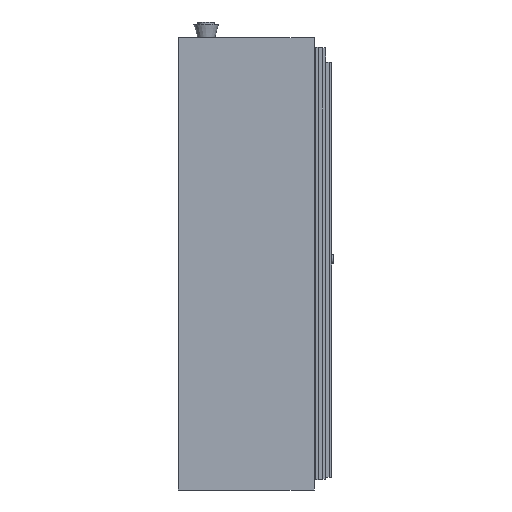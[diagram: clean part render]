
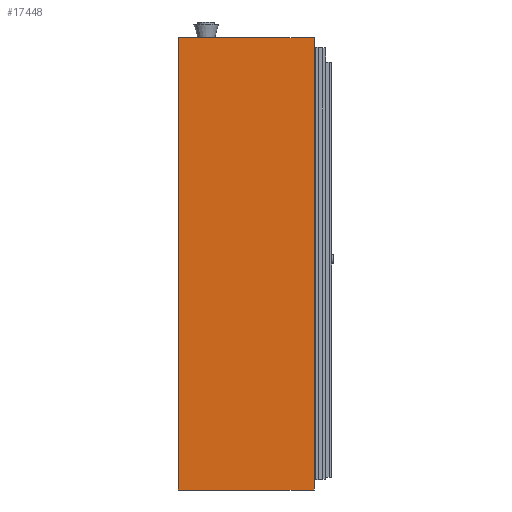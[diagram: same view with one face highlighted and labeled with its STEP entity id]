
A CAD part, left-side view. The second image highlights one B-rep face of the part: STEP entity #17448.
In plain terms, the highlighted planar face has unit normal (-1, 0, 0).
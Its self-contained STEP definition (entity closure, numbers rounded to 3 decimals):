
#822=FACE_OUTER_BOUND('',#1805,.T.);
#1805=EDGE_LOOP('',(#11259,#11260,#11261,#11262));
#2993=LINE('',#23760,#5018);
#2996=LINE('',#23766,#5021);
#2997=LINE('',#23768,#5022);
#2998=LINE('',#23769,#5023);
#5018=VECTOR('',#19823,10.);
#5021=VECTOR('',#19828,10.);
#5022=VECTOR('',#19829,10.);
#5023=VECTOR('',#19830,10.);
#6977=VERTEX_POINT('',#23757);
#6978=VERTEX_POINT('',#23759);
#6980=VERTEX_POINT('',#23765);
#6981=VERTEX_POINT('',#23767);
#8635=EDGE_CURVE('',#6977,#6978,#2993,.T.);
#8638=EDGE_CURVE('',#6980,#6977,#2996,.T.);
#8639=EDGE_CURVE('',#6981,#6980,#2997,.T.);
#8640=EDGE_CURVE('',#6978,#6981,#2998,.T.);
#11259=ORIENTED_EDGE('',*,*,#8638,.F.);
#11260=ORIENTED_EDGE('',*,*,#8639,.F.);
#11261=ORIENTED_EDGE('',*,*,#8640,.F.);
#11262=ORIENTED_EDGE('',*,*,#8635,.F.);
#15728=PLANE('',#18547);
#17448=ADVANCED_FACE('',(#822),#15728,.T.);
#18547=AXIS2_PLACEMENT_3D('',#23764,#19826,#19827);
#19823=DIRECTION('',(0.,0.,1.));
#19826=DIRECTION('center_axis',(-1.,0.,0.));
#19827=DIRECTION('ref_axis',(0.,0.,-1.));
#19828=DIRECTION('',(0.,1.,0.));
#19829=DIRECTION('',(0.,0.,-1.));
#19830=DIRECTION('',(0.,-1.,0.));
#23757=CARTESIAN_POINT('',(-699.053,307.75,-1025.125));
#23759=CARTESIAN_POINT('',(-699.053,307.75,1025.125));
#23760=CARTESIAN_POINT('',(-699.053,307.75,1025.125));
#23764=CARTESIAN_POINT('Origin',(-699.053,0.,1025.125));
#23765=CARTESIAN_POINT('',(-699.053,-307.75,-1025.125));
#23766=CARTESIAN_POINT('',(-699.053,0.,-1025.125));
#23767=CARTESIAN_POINT('',(-699.053,-307.75,1025.125));
#23768=CARTESIAN_POINT('',(-699.053,-307.75,1025.125));
#23769=CARTESIAN_POINT('',(-699.053,0.,1025.125));
